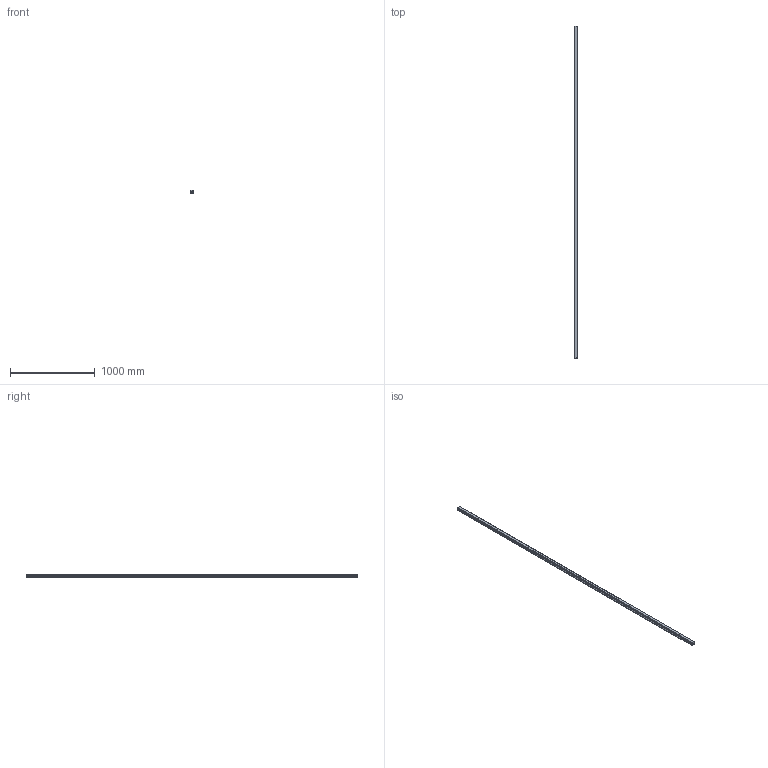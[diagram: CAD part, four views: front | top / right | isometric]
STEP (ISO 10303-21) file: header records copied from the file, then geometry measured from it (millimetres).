
FILE_DESCRIPTION(('STEP AP214'),'1');
FILE_NAME('cctmp_1380CC9F-7CCD-43F9-9DD9-FB4B489B6E10_2021_02_01_10_21_36_0879..stp','2021-02-01T09:21:37',('HIWIN GmbH'),('CADClick - www.CADClick.com'),'Spatial InterOp 3D',' ','unknown authorization');
FILE_SCHEMA(('AUTOMOTIVE_DESIGN'));
Length unit declared in the file: millimetre
Products named in the file (1): HGR45T3925C_FILE
Bounding box: 45 x 3925 x 38 mm (x, y, z)
Volume: 5495381.6 mm3; surface area: 710512.1 mm2
Topology: 1 solids, 1 shells, 249 faces, 653 edges, 372 vertices
Faces by surface type: plane 93, cylinder 80, cone 76
Entity records: 9043 total; most frequent: DIRECTION 1237, CARTESIAN_POINT 1199, ORIENTED_EDGE 1154, EDGE_CURVE 577, LINE 417, VECTOR 417, AXIS2_PLACEMENT_3D 410, VERTEX_POINT 372
